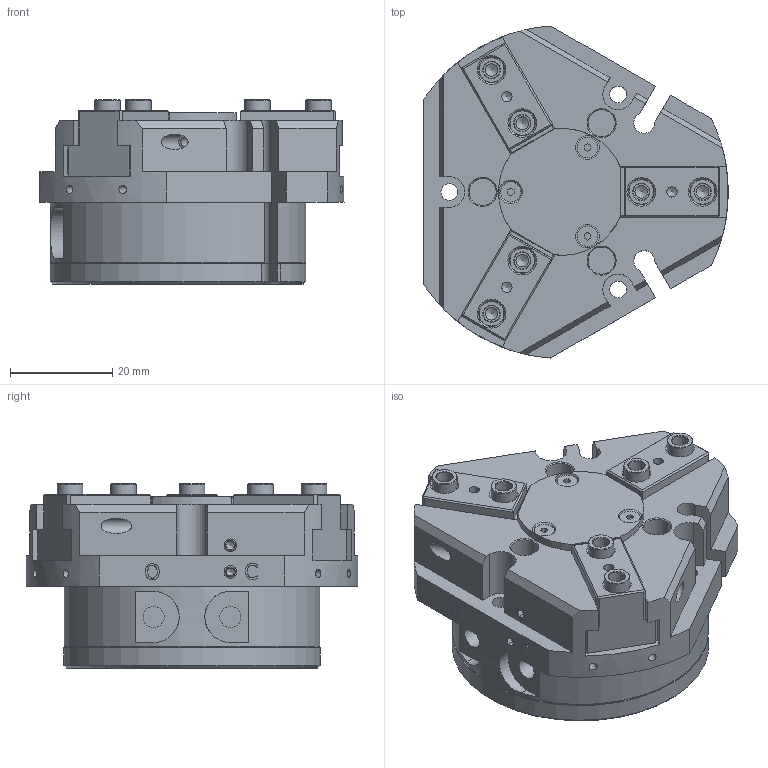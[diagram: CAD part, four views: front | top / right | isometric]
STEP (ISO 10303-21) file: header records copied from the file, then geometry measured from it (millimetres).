
FILE_DESCRIPTION(/* description */ (''),/* implementation_level */ '2;1');
FILE_NAME(/* name */ 'PZP-50-C1.stp',/* time_stamp */ '2019-06-03T12:14:28+02:00',/* author */ ('Tecnico'),/* organization */ ('OMIL'),/* preprocessor_version */ 'ST-DEVELOPER v17',/* originating_system */ 'Autodesk Inventor 2019',/* authorisation */ '');
FILE_SCHEMA (('AUTOMOTIVE_DESIGN { 1 0 10303 214 3 1 1 }'));
Length unit declared in the file: millimetre
Products named in the file (9): PZP-50-C1; PZP-50-CORPO-CLIENTE; PZP-50-GRIFFA C1-CLIENTE; PZP-50-COPERCHIO-CLIENTE; PZP-50-FONDELLO-CLIENTE; DIN 7991 - M2X4; ISO 10642 - M3 x  10; DIN 913 - M3 x 3; BOCCOLA 5H7L4.4
Assembly tree (27 placements, depth 2):
  PZP-50-C1
    PZP-50-CORPO-CLIENTE
    PZP-50-GRIFFA C1-CLIENTE  x3
    PZP-50-COPERCHIO-CLIENTE
    PZP-50-FONDELLO-CLIENTE
    DIN 7991 - M2X4  x3
    ISO 10642 - M3 x  10  x8
    DIN 913 - M3 x 3  x4
    BOCCOLA 5H7L4.4  x6
Bounding box: 59.5 x 64.86 x 36 mm (x, y, z)
Volume: 68686.2 mm3; surface area: 31116.2 mm2
Topology: 27 solids, 27 shells, 627 faces, 1649 edges, 1102 vertices
Faces by surface type: plane 340, cylinder 133, cone 124, bspline 30
Full cylindrical faces by diameter (mm): 1.567 x9, 2 x3, 2.013 x6, 2.4 x3, 2.459 x18, 2.5 x3, 3 x21, 3.2 x6, 3.3 x13, 4 x3, 4.134 x2, 4.5 x3, 5 x12, 5.3 x3, 5.54 x8, 32 x1
Entity records: 12363 total; most frequent: CARTESIAN_POINT 2756, DIRECTION 1907, ORIENTED_EDGE 1890, EDGE_CURVE 945, AXIS2_PLACEMENT_3D 701, VERTEX_POINT 658, LINE 505, VECTOR 505
